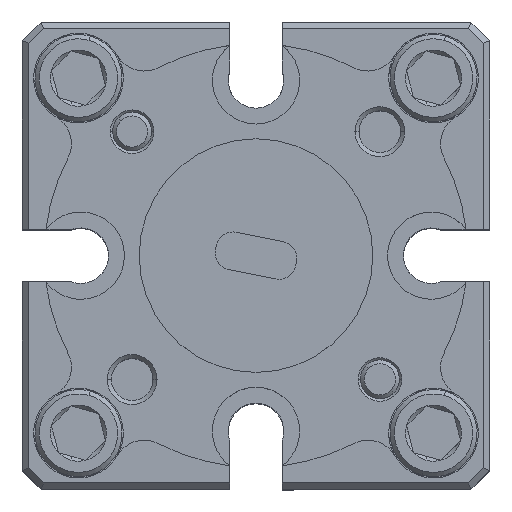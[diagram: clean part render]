
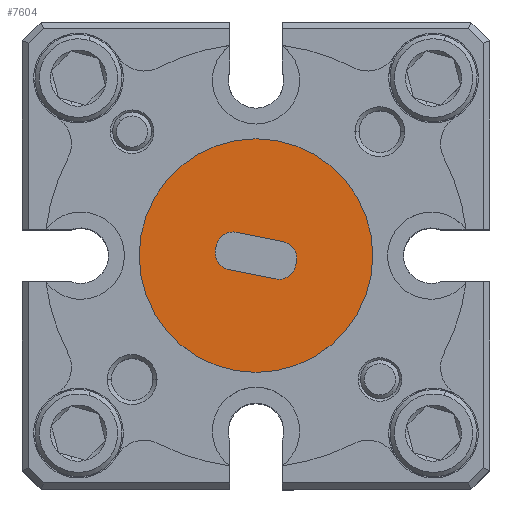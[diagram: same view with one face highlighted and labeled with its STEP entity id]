
A CAD part, top view. The second image highlights one B-rep face of the part: STEP entity #7604.
In plain terms, the highlighted planar face has unit normal (0, 0, 1).
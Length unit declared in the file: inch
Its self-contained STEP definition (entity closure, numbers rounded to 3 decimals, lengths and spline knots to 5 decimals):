
#145 = CARTESIAN_POINT ( 'NONE',  ( 0.06493, -0.00929, 0.4475 ) ) ;
#223 = VECTOR ( 'NONE', #2163, 39.37008 ) ;
#383 = EDGE_CURVE ( 'NONE', #4728, #3163, #1205, .T. ) ;
#562 = EDGE_CURVE ( 'NONE', #3163, #6800, #11631, .T. ) ;
#773 = CARTESIAN_POINT ( 'NONE',  ( 0.03845, -0.00404, 0.4475 ) ) ;
#824 = CARTESIAN_POINT ( 'NONE',  ( 0., 0., 0.4475 ) ) ;
#837 = DIRECTION ( 'NONE',  ( 0., 0., 1. ) ) ;
#969 = ORIENTED_EDGE ( 'NONE', *, *, #13424, .F. ) ;
#974 = CIRCLE ( 'NONE', #1646, 0.1875 ) ;
#1205 = LINE ( 'NONE', #3357, #223 ) ;
#1404 = AXIS2_PLACEMENT_3D ( 'NONE', #1858, #4077, #6081 ) ;
#1490 = CARTESIAN_POINT ( 'NONE',  ( -0.06493, 0.00929, 0.4475 ) ) ;
#1611 = VERTEX_POINT ( 'NONE', #10544 ) ;
#1646 = AXIS2_PLACEMENT_3D ( 'NONE', #824, #5049, #10433 ) ;
#1785 = CARTESIAN_POINT ( 'NONE',  ( -0.1875, 0., 0.4475 ) ) ;
#1858 = CARTESIAN_POINT ( 'NONE',  ( 0.375, -0.375, 0.4475 ) ) ;
#1904 = CARTESIAN_POINT ( 'NONE',  ( 0.06357, -0.01616, 0.4475 ) ) ;
#2063 = CARTESIAN_POINT ( 'NONE',  ( 0.03709, -0.01091, 0.4475 ) ) ;
#2163 = DIRECTION ( 'NONE',  ( -0.981, 0.194, 0. ) ) ;
#2283 = VERTEX_POINT ( 'NONE', #10108 ) ;
#2322 = LINE ( 'NONE', #1490, #11067 ) ;
#2401 = EDGE_CURVE ( 'NONE', #6711, #1611, #9048, .T. ) ;
#2416 = CIRCLE ( 'NONE', #6388, 0.1875 ) ;
#2650 = CIRCLE ( 'NONE', #3758, 0.027 ) ;
#2732 = CARTESIAN_POINT ( 'NONE',  ( 0., 0., 0.4475 ) ) ;
#2885 = ORIENTED_EDGE ( 'NONE', *, *, #3832, .F. ) ;
#2906 = FACE_BOUND ( 'NONE', #13715, .T. ) ;
#3163 = VERTEX_POINT ( 'NONE', #3978 ) ;
#3180 = ORIENTED_EDGE ( 'NONE', *, *, #4712, .F. ) ;
#3357 = CARTESIAN_POINT ( 'NONE',  ( -0.03184, 0.0374, 0.4475 ) ) ;
#3373 = CARTESIAN_POINT ( 'NONE',  ( 0.04369, 0.02244, 0.4475 ) ) ;
#3758 = AXIS2_PLACEMENT_3D ( 'NONE', #11903, #13236, #7892 ) ;
#3832 = EDGE_CURVE ( 'NONE', #1611, #4728, #2650, .T. ) ;
#3978 = CARTESIAN_POINT ( 'NONE',  ( -0.03184, 0.0374, 0.4475 ) ) ;
#4077 = DIRECTION ( 'NONE',  ( 0., 0., -1. ) ) ;
#4628 = VECTOR ( 'NONE', #12558, 39.37008 ) ;
#4712 = EDGE_CURVE ( 'NONE', #6800, #7163, #2322, .T. ) ;
#4728 = VERTEX_POINT ( 'NONE', #3373 ) ;
#4791 = DIRECTION ( 'NONE',  ( 0., 0., 1. ) ) ;
#4796 = AXIS2_PLACEMENT_3D ( 'NONE', #13384, #4791, #5565 ) ;
#4964 = CARTESIAN_POINT ( 'NONE',  ( -0.03845, 0.00404, 0.4475 ) ) ;
#5006 = DIRECTION ( 'NONE',  ( -1., 0., 0. ) ) ;
#5012 = VECTOR ( 'NONE', #10211, 39.37008 ) ;
#5049 = DIRECTION ( 'NONE',  ( 0., 0., 1. ) ) ;
#5159 = LINE ( 'NONE', #1904, #5012 ) ;
#5161 = LINE ( 'NONE', #6193, #4628 ) ;
#5565 = DIRECTION ( 'NONE',  ( -1., 0., 0. ) ) ;
#5648 = DIRECTION ( 'NONE',  ( -0.194, -0.981, 0. ) ) ;
#6081 = DIRECTION ( 'NONE',  ( -1., 0., 0. ) ) ;
#6189 = VERTEX_POINT ( 'NONE', #13617 ) ;
#6193 = CARTESIAN_POINT ( 'NONE',  ( -0.04369, -0.02244, 0.4475 ) ) ;
#6203 = EDGE_CURVE ( 'NONE', #2283, #8040, #5161, .T. ) ;
#6388 = AXIS2_PLACEMENT_3D ( 'NONE', #2732, #6944, #11173 ) ;
#6396 = ORIENTED_EDGE ( 'NONE', *, *, #383, .F. ) ;
#6711 = VERTEX_POINT ( 'NONE', #145 ) ;
#6800 = VERTEX_POINT ( 'NONE', #11909 ) ;
#6840 = ORIENTED_EDGE ( 'NONE', *, *, #13422, .F. ) ;
#6924 = EDGE_CURVE ( 'NONE', #8885, #11804, #974, .T. ) ;
#6944 = DIRECTION ( 'NONE',  ( 0., 0., 1. ) ) ;
#7163 = VERTEX_POINT ( 'NONE', #10911 ) ;
#7212 = AXIS2_PLACEMENT_3D ( 'NONE', #4964, #11391, #8066 ) ;
#7339 = CIRCLE ( 'NONE', #8436, 0.027 ) ;
#7604 = ADVANCED_FACE ( 'NONE', ( #2906, #10299 ), #12248, .F. ) ;
#7622 = CARTESIAN_POINT ( 'NONE',  ( 0.03184, -0.0374, 0.4475 ) ) ;
#7874 = EDGE_CURVE ( 'NONE', #11804, #8885, #2416, .T. ) ;
#7892 = DIRECTION ( 'NONE',  ( -1., 0., 0. ) ) ;
#8040 = VERTEX_POINT ( 'NONE', #7622 ) ;
#8066 = DIRECTION ( 'NONE',  ( -1., 0., 0. ) ) ;
#8146 = ORIENTED_EDGE ( 'NONE', *, *, #6924, .T. ) ;
#8227 = EDGE_LOOP ( 'NONE', ( #8146, #8684 ) ) ;
#8436 = AXIS2_PLACEMENT_3D ( 'NONE', #2063, #13697, #11476 ) ;
#8684 = ORIENTED_EDGE ( 'NONE', *, *, #7874, .T. ) ;
#8885 = VERTEX_POINT ( 'NONE', #12723 ) ;
#9048 = CIRCLE ( 'NONE', #10375, 0.027 ) ;
#9145 = ORIENTED_EDGE ( 'NONE', *, *, #562, .F. ) ;
#9766 = ORIENTED_EDGE ( 'NONE', *, *, #6203, .F. ) ;
#9904 = ORIENTED_EDGE ( 'NONE', *, *, #10015, .F. ) ;
#10015 = EDGE_CURVE ( 'NONE', #8040, #6189, #7339, .T. ) ;
#10108 = CARTESIAN_POINT ( 'NONE',  ( -0.04369, -0.02244, 0.4475 ) ) ;
#10211 = DIRECTION ( 'NONE',  ( 0.194, 0.981, 0. ) ) ;
#10299 = FACE_OUTER_BOUND ( 'NONE', #8227, .T. ) ;
#10375 = AXIS2_PLACEMENT_3D ( 'NONE', #773, #837, #5006 ) ;
#10433 = DIRECTION ( 'NONE',  ( 1., 0., 0. ) ) ;
#10544 = CARTESIAN_POINT ( 'NONE',  ( 0.06545, -0.00404, 0.4475 ) ) ;
#10911 = CARTESIAN_POINT ( 'NONE',  ( -0.06493, 0.00929, 0.4475 ) ) ;
#11067 = VECTOR ( 'NONE', #5648, 39.37008 ) ;
#11173 = DIRECTION ( 'NONE',  ( 1., 0., 0. ) ) ;
#11391 = DIRECTION ( 'NONE',  ( 0., 0., 1. ) ) ;
#11476 = DIRECTION ( 'NONE',  ( 1., 0., 0. ) ) ;
#11631 = CIRCLE ( 'NONE', #4796, 0.027 ) ;
#11804 = VERTEX_POINT ( 'NONE', #1785 ) ;
#11903 = CARTESIAN_POINT ( 'NONE',  ( 0.03845, -0.00404, 0.4475 ) ) ;
#11909 = CARTESIAN_POINT ( 'NONE',  ( -0.06357, 0.01616, 0.4475 ) ) ;
#12248 = PLANE ( 'NONE',  #1404 ) ;
#12558 = DIRECTION ( 'NONE',  ( 0.981, -0.194, 0. ) ) ;
#12723 = CARTESIAN_POINT ( 'NONE',  ( 0.1875, 0., 0.4475 ) ) ;
#13236 = DIRECTION ( 'NONE',  ( 0., 0., 1. ) ) ;
#13384 = CARTESIAN_POINT ( 'NONE',  ( -0.03709, 0.01091, 0.4475 ) ) ;
#13415 = CIRCLE ( 'NONE', #7212, 0.027 ) ;
#13422 = EDGE_CURVE ( 'NONE', #7163, #2283, #13415, .T. ) ;
#13424 = EDGE_CURVE ( 'NONE', #6189, #6711, #5159, .T. ) ;
#13617 = CARTESIAN_POINT ( 'NONE',  ( 0.06357, -0.01616, 0.4475 ) ) ;
#13647 = ORIENTED_EDGE ( 'NONE', *, *, #2401, .F. ) ;
#13697 = DIRECTION ( 'NONE',  ( 0., 0., 1. ) ) ;
#13715 = EDGE_LOOP ( 'NONE', ( #9766, #6840, #3180, #9145, #6396, #2885, #13647, #969, #9904 ) ) ;
